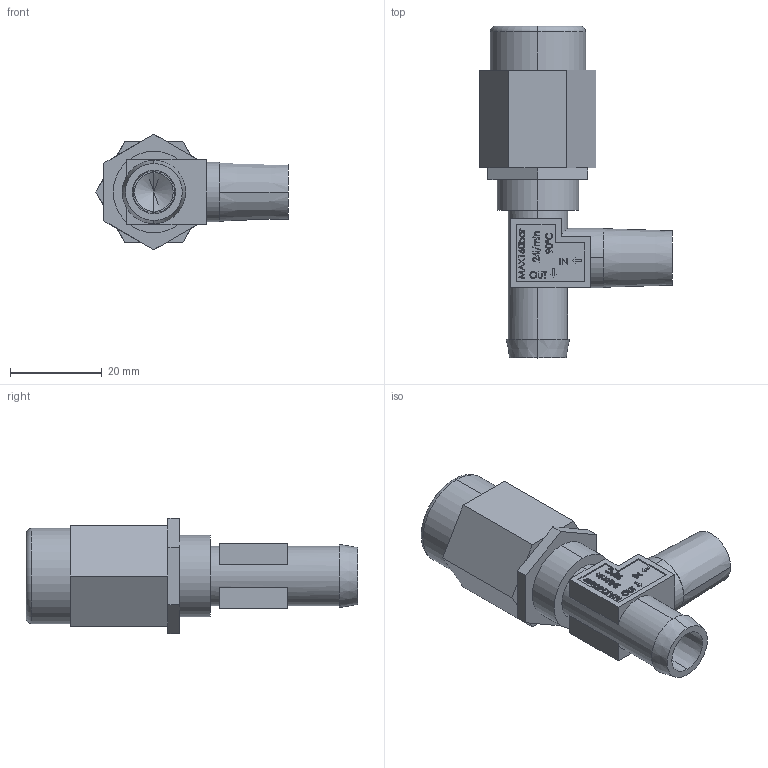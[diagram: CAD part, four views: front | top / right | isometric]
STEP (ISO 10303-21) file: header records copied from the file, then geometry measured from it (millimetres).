
FILE_DESCRIPTION (( 'STEP AP203' ), '1' );
FILE_NAME ('7085.STEP', '2011-02-11T18:40:02', ( 'Eric Peterson' ), ( 'DDC' ), 'SwSTEP 2.0', 'SolidWorks 2011', '' );
FILE_SCHEMA (( 'CONFIG_CONTROL_DESIGN' ));
Length unit declared in the file: inch
Products named in the file (1): 7085
Bounding box: 42.02 x 72.52 x 25.22 mm (x, y, z)
Volume: 22022.3 mm3; surface area: 6625.8 mm2
Topology: 1 solids, 1 shells, 391 faces, 1012 edges, 668 vertices
Faces by surface type: plane 256, bspline 114, cylinder 11, cone 8, torus 2
Entity records: 18500 total; most frequent: CARTESIAN_POINT 9609, ORIENTED_EDGE 2020, DIRECTION 1384, EDGE_CURVE 1010, VECTOR 734, LINE 734, VERTEX_POINT 668, EDGE_LOOP 438
